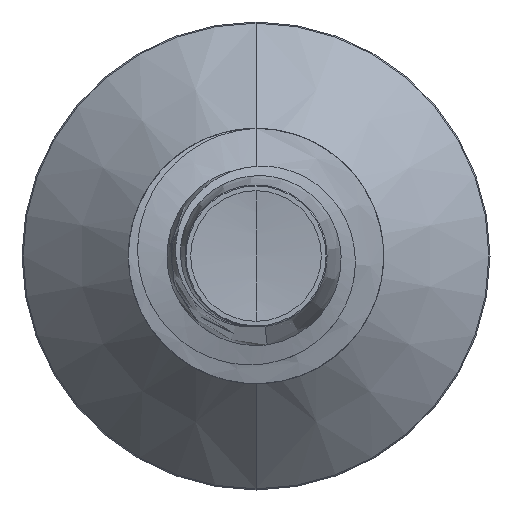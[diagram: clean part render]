
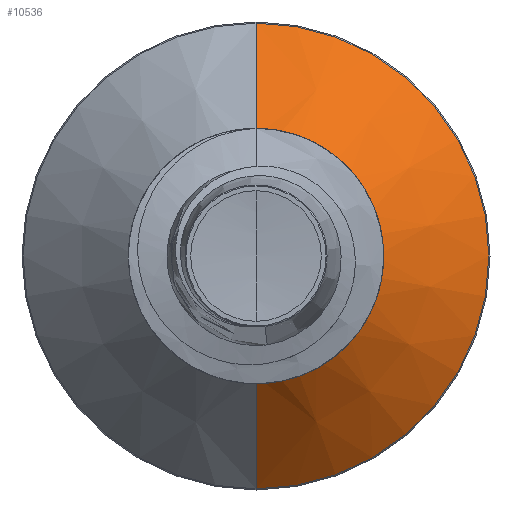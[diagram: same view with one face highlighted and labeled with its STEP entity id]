
A CAD part, front view. The second image highlights one B-rep face of the part: STEP entity #10536.
In plain terms, the highlighted conical face has half-angle 45 degrees and reference radius 1.414 mm.
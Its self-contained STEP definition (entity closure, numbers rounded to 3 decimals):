
#2506 = DIRECTION ( 'NONE',  ( 0., 0., 1. ) ) ;
#2515 = DIRECTION ( 'NONE',  ( 0., 1., 0. ) ) ;
#2556 = CARTESIAN_POINT ( 'NONE',  ( 0., 14.437, 0. ) ) ;
#3723 = CARTESIAN_POINT ( 'NONE',  ( 0., 14.437, -2.737 ) ) ;
#3729 = VECTOR ( 'NONE', #10366, 1000. ) ;
#3823 = LINE ( 'NONE', #15808, #3729 ) ;
#4996 = EDGE_CURVE ( 'NONE', #16791, #13230, #3823, .T. ) ;
#6238 = VERTEX_POINT ( 'NONE', #12452 ) ;
#9203 = CARTESIAN_POINT ( 'NONE',  ( 0., 14.437, 2.737 ) ) ;
#9814 = EDGE_CURVE ( 'NONE', #13230, #20900, #12272, .T. ) ;
#10293 = CONICAL_SURFACE ( 'NONE', #19016, 1.414, 0.785 ) ;
#10366 = DIRECTION ( 'NONE',  ( 0., 0.707, 0.707 ) ) ;
#10536 = ADVANCED_FACE ( 'NONE', ( #25273 ), #10293, .T. ) ;
#10876 = CARTESIAN_POINT ( 'NONE',  ( 0., 13.114, 0. ) ) ;
#12249 = EDGE_LOOP ( 'NONE', ( #12899, #21786, #17613, #24722 ) ) ;
#12272 = CIRCLE ( 'NONE', #17098, 2.737 ) ;
#12452 = CARTESIAN_POINT ( 'NONE',  ( 0., 13.114, -1.414 ) ) ;
#12899 = ORIENTED_EDGE ( 'NONE', *, *, #25361, .T. ) ;
#13143 = DIRECTION ( 'NONE',  ( 0., 0., 1. ) ) ;
#13230 = VERTEX_POINT ( 'NONE', #9203 ) ;
#14405 = VECTOR ( 'NONE', #23677, 1000. ) ;
#14406 = CARTESIAN_POINT ( 'NONE',  ( 0., 13.114, 1.414 ) ) ;
#14561 = EDGE_CURVE ( 'NONE', #6238, #20900, #18796, .T. ) ;
#15808 = CARTESIAN_POINT ( 'NONE',  ( 0., 13.114, 1.414 ) ) ;
#16791 = VERTEX_POINT ( 'NONE', #14406 ) ;
#17098 = AXIS2_PLACEMENT_3D ( 'NONE', #2556, #2515, #2506 ) ;
#17613 = ORIENTED_EDGE ( 'NONE', *, *, #9814, .F. ) ;
#18796 = LINE ( 'NONE', #23787, #14405 ) ;
#19016 = AXIS2_PLACEMENT_3D ( 'NONE', #24492, #24661, #24519 ) ;
#20735 = AXIS2_PLACEMENT_3D ( 'NONE', #10876, #23174, #13143 ) ;
#20900 = VERTEX_POINT ( 'NONE', #3723 ) ;
#21786 = ORIENTED_EDGE ( 'NONE', *, *, #14561, .T. ) ;
#23174 = DIRECTION ( 'NONE',  ( 0., 1., 0. ) ) ;
#23677 = DIRECTION ( 'NONE',  ( 0., 0.707, -0.707 ) ) ;
#23777 = CIRCLE ( 'NONE', #20735, 1.414 ) ;
#23787 = CARTESIAN_POINT ( 'NONE',  ( 0., 13.114, -1.414 ) ) ;
#24492 = CARTESIAN_POINT ( 'NONE',  ( 0., 13.114, 0. ) ) ;
#24519 = DIRECTION ( 'NONE',  ( 0., 0., 1. ) ) ;
#24661 = DIRECTION ( 'NONE',  ( 0., 1., 0. ) ) ;
#24722 = ORIENTED_EDGE ( 'NONE', *, *, #4996, .F. ) ;
#25273 = FACE_OUTER_BOUND ( 'NONE', #12249, .T. ) ;
#25361 = EDGE_CURVE ( 'NONE', #16791, #6238, #23777, .T. ) ;
